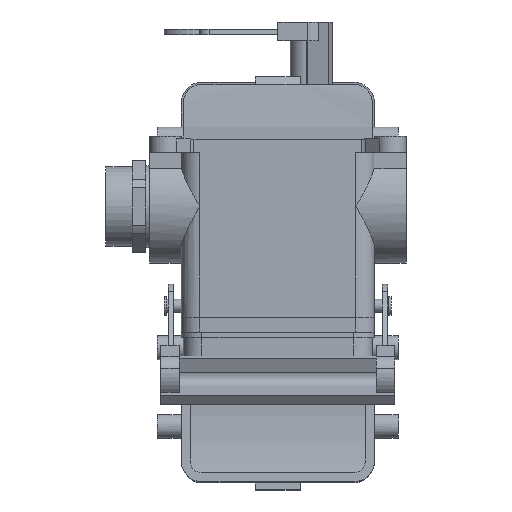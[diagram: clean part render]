
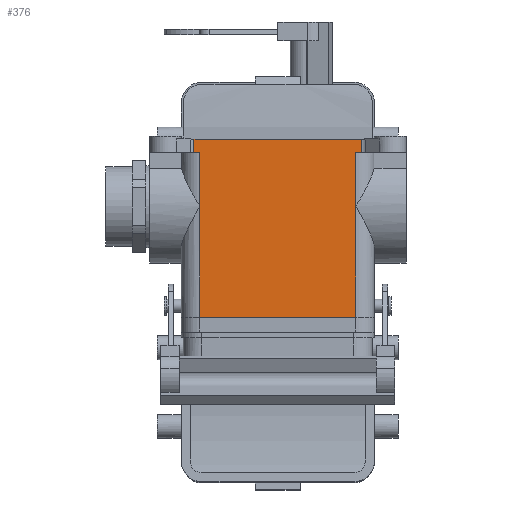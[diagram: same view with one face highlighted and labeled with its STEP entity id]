
A CAD part, top view. The second image highlights one B-rep face of the part: STEP entity #376.
In plain terms, the highlighted planar face has unit normal (0, 0, 1).
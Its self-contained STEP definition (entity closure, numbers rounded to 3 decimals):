
#376 = ADVANCED_FACE( '', ( #966 ), #967, .F. );
#966 = FACE_OUTER_BOUND( '', #1838, .T. );
#967 = PLANE( '', #1839 );
#1838 = EDGE_LOOP( '', ( #2868, #2869, #2870, #2871, #2872, #2873, #2874, #2875, #2876, #2877 ) );
#1839 = AXIS2_PLACEMENT_3D( '', #2878, #2879, #2880 );
#2868 = ORIENTED_EDGE( '', *, *, #5116, .T. );
#2869 = ORIENTED_EDGE( '', *, *, #5117, .T. );
#2870 = ORIENTED_EDGE( '', *, *, #5118, .F. );
#2871 = ORIENTED_EDGE( '', *, *, #5119, .T. );
#2872 = ORIENTED_EDGE( '', *, *, #5120, .T. );
#2873 = ORIENTED_EDGE( '', *, *, #5121, .F. );
#2874 = ORIENTED_EDGE( '', *, *, #5122, .F. );
#2875 = ORIENTED_EDGE( '', *, *, #5123, .F. );
#2876 = ORIENTED_EDGE( '', *, *, #5124, .F. );
#2877 = ORIENTED_EDGE( '', *, *, #5125, .T. );
#2878 = CARTESIAN_POINT( '', ( 32.515, -5., 21.5 ) );
#2879 = DIRECTION( '', ( 0., 0., -1. ) );
#2880 = DIRECTION( '', ( -1., 0., 0. ) );
#5116 = EDGE_CURVE( '', #6162, #6163, #6164, .T. );
#5117 = EDGE_CURVE( '', #6163, #6165, #6166, .F. );
#5118 = EDGE_CURVE( '', #6167, #6165, #6168, .T. );
#5119 = EDGE_CURVE( '', #6167, #6169, #6170, .T. );
#5120 = EDGE_CURVE( '', #6169, #6171, #6172, .T. );
#5121 = EDGE_CURVE( '', #6173, #6171, #6174, .T. );
#5122 = EDGE_CURVE( '', #6175, #6173, #6176, .T. );
#5123 = EDGE_CURVE( '', #6177, #6175, #6178, .T. );
#5124 = EDGE_CURVE( '', #6179, #6177, #6180, .T. );
#5125 = EDGE_CURVE( '', #6179, #6162, #6181, .T. );
#6162 = VERTEX_POINT( '', #7714 );
#6163 = VERTEX_POINT( '', #7715 );
#6164 = LINE( '', #7716, #7717 );
#6165 = VERTEX_POINT( '', #7718 );
#6166 = LINE( '', #7719, #7720 );
#6167 = VERTEX_POINT( '', #7721 );
#6168 = LINE( '', #7722, #7723 );
#6169 = VERTEX_POINT( '', #7724 );
#6170 = LINE( '', #7725, #7726 );
#6171 = VERTEX_POINT( '', #7727 );
#6172 = LINE( '', #7728, #7729 );
#6173 = VERTEX_POINT( '', #7730 );
#6174 = LINE( '', #7731, #7732 );
#6175 = VERTEX_POINT( '', #7733 );
#6176 = LINE( '', #7734, #7735 );
#6177 = VERTEX_POINT( '', #7736 );
#6178 = LINE( '', #7737, #7738 );
#6179 = VERTEX_POINT( '', #7739 );
#6180 = LINE( '', #7740, #7741 );
#6181 = LINE( '', #7742, #7743 );
#7714 = CARTESIAN_POINT( '', ( 31.686, 0., 21.5 ) );
#7715 = CARTESIAN_POINT( '', ( -31.686, 0., 21.5 ) );
#7716 = CARTESIAN_POINT( '', ( 32.515, 0., 21.5 ) );
#7717 = VECTOR( '', #9641, 1000. );
#7718 = CARTESIAN_POINT( '', ( -31.686, -5., 21.5 ) );
#7719 = CARTESIAN_POINT( '', ( -31.686, -5., 21.5 ) );
#7720 = VECTOR( '', #9642, 1000. );
#7721 = CARTESIAN_POINT( '', ( -29.5, -5., 21.5 ) );
#7722 = CARTESIAN_POINT( '', ( 32.515, -5., 21.5 ) );
#7723 = VECTOR( '', #9643, 1000. );
#7724 = CARTESIAN_POINT( '', ( -29.5, -25.5, 21.5 ) );
#7725 = CARTESIAN_POINT( '', ( -29.5, 64.704, 21.5 ) );
#7726 = VECTOR( '', #9644, 1000. );
#7727 = CARTESIAN_POINT( '', ( -29.5, -67.4, 21.5 ) );
#7728 = CARTESIAN_POINT( '', ( -29.5, 64.704, 21.5 ) );
#7729 = VECTOR( '', #9645, 1000. );
#7730 = CARTESIAN_POINT( '', ( 29.5, -67.4, 21.5 ) );
#7731 = CARTESIAN_POINT( '', ( -29.5, -67.4, 21.5 ) );
#7732 = VECTOR( '', #9646, 1000. );
#7733 = CARTESIAN_POINT( '', ( 29.5, -25.5, 21.5 ) );
#7734 = CARTESIAN_POINT( '', ( 29.5, 64.704, 21.5 ) );
#7735 = VECTOR( '', #9647, 1000. );
#7736 = CARTESIAN_POINT( '', ( 29.5, -5., 21.5 ) );
#7737 = CARTESIAN_POINT( '', ( 29.5, 64.704, 21.5 ) );
#7738 = VECTOR( '', #9648, 1000. );
#7739 = CARTESIAN_POINT( '', ( 31.686, -5., 21.5 ) );
#7740 = CARTESIAN_POINT( '', ( 32.515, -5., 21.5 ) );
#7741 = VECTOR( '', #9649, 1000. );
#7742 = CARTESIAN_POINT( '', ( 31.686, 0., 21.5 ) );
#7743 = VECTOR( '', #9650, 1000. );
#9641 = DIRECTION( '', ( -1., 0., 0. ) );
#9642 = DIRECTION( '', ( 0., 1., 0. ) );
#9643 = DIRECTION( '', ( -1., 0., 0. ) );
#9644 = DIRECTION( '', ( 0., -1., 0. ) );
#9645 = DIRECTION( '', ( 0., -1., 0. ) );
#9646 = DIRECTION( '', ( -1., 0., 0. ) );
#9647 = DIRECTION( '', ( 0., -1., 0. ) );
#9648 = DIRECTION( '', ( 0., -1., 0. ) );
#9649 = DIRECTION( '', ( -1., 0., 0. ) );
#9650 = DIRECTION( '', ( 0., 1., 0. ) );
